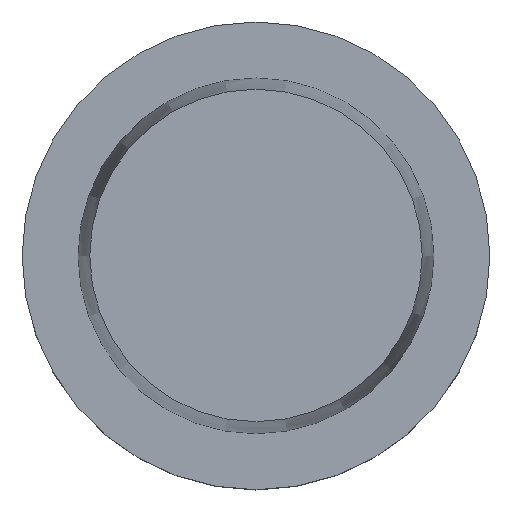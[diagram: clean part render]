
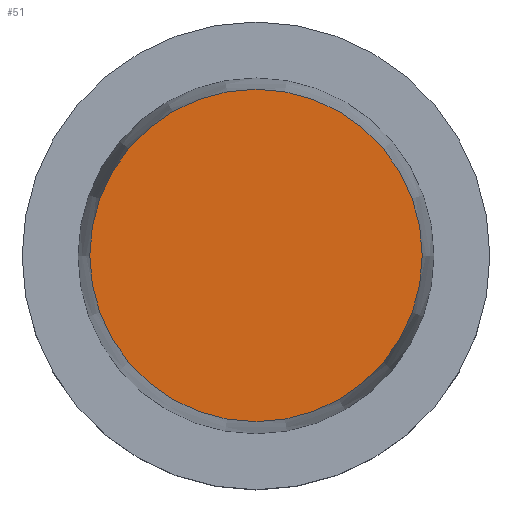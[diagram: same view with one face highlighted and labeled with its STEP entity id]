
A CAD part, top view. The second image highlights one B-rep face of the part: STEP entity #51.
In plain terms, the highlighted planar face has unit normal (0, 0, 1).
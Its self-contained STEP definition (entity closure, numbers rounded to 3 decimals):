
#35=FACE_OUTER_BOUND('',#102,.T.);
#43=PLANE('',#209);
#51=ADVANCED_FACE('',(#35),#43,.F.);
#102=EDGE_LOOP('',(#132));
#132=ORIENTED_EDGE('',*,*,#174,.T.);
#159=VERTEX_POINT('',#307);
#174=EDGE_CURVE('',#159,#159,#189,.T.);
#189=CIRCLE('',#207,35.508);
#207=AXIS2_PLACEMENT_3D('',#306,#245,#246);
#209=AXIS2_PLACEMENT_3D('',#309,#249,#250);
#245=DIRECTION('',(0.0,0.0,1.0));
#246=DIRECTION('',(1.0,0.0,0.0));
#249=DIRECTION('',(0.0,0.0,-1.0));
#250=DIRECTION('',(-1.0,0.0,0.0));
#306=CARTESIAN_POINT('',(0.0,0.,49.9));
#307=CARTESIAN_POINT('',(35.508,0.,49.9));
#309=CARTESIAN_POINT('',(0.0,26.53,49.9));
